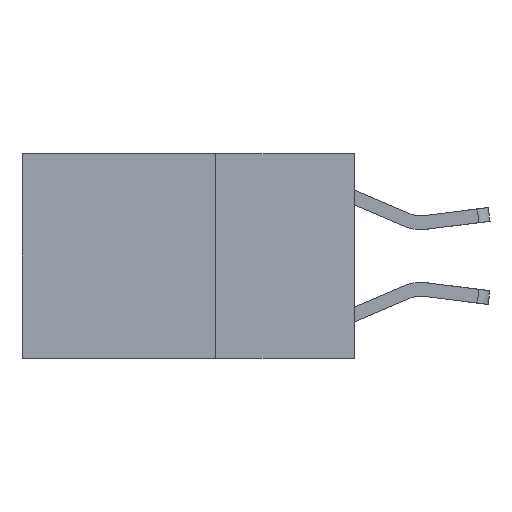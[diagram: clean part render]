
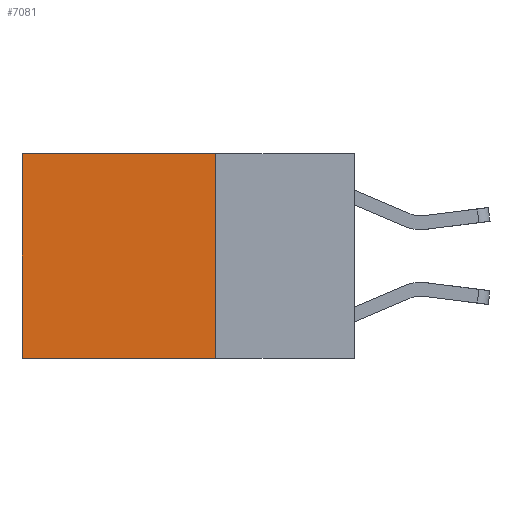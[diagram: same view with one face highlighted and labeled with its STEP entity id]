
A CAD part, left-side view. The second image highlights one B-rep face of the part: STEP entity #7081.
In plain terms, the highlighted planar face has unit normal (-1, 0, 0).
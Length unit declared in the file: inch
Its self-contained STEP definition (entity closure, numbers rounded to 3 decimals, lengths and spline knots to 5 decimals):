
#304 = DIRECTION ( 'NONE',  ( 0., 1., 0. ) ) ;
#754 = FACE_OUTER_BOUND ( 'NONE', #4075, .T. ) ;
#1176 = CARTESIAN_POINT ( 'NONE',  ( 0.2625, 0.6, 0. ) ) ;
#1257 = VECTOR ( 'NONE', #10578, 39.37008 ) ;
#1539 = PLANE ( 'NONE',  #5842 ) ;
#1986 = ORIENTED_EDGE ( 'NONE', *, *, #8996, .F. ) ;
#3205 = CARTESIAN_POINT ( 'NONE',  ( 0.2625, 0.25, -0.37 ) ) ;
#3772 = CARTESIAN_POINT ( 'NONE',  ( 0.2625, 0.25, 0. ) ) ;
#3828 = LINE ( 'NONE', #9429, #5816 ) ;
#4075 = EDGE_LOOP ( 'NONE', ( #8596, #1986, #4297, #6570 ) ) ;
#4163 = CARTESIAN_POINT ( 'NONE',  ( 0.2625, 0.25, 0. ) ) ;
#4178 = VECTOR ( 'NONE', #304, 39.37008 ) ;
#4297 = ORIENTED_EDGE ( 'NONE', *, *, #8527, .F. ) ;
#4717 = LINE ( 'NONE', #3772, #4178 ) ;
#4930 = EDGE_CURVE ( 'NONE', #9435, #8728, #10367, .T. ) ;
#5024 = DIRECTION ( 'NONE',  ( 0., 0., -1. ) ) ;
#5816 = VECTOR ( 'NONE', #6006, 39.37008 ) ;
#5828 = VECTOR ( 'NONE', #7520, 39.37008 ) ;
#5842 = AXIS2_PLACEMENT_3D ( 'NONE', #4163, #10133, #5024 ) ;
#5925 = CARTESIAN_POINT ( 'NONE',  ( 0.2625, 0.25, 0. ) ) ;
#6006 = DIRECTION ( 'NONE',  ( 0., 1., 0. ) ) ;
#6570 = ORIENTED_EDGE ( 'NONE', *, *, #10939, .T. ) ;
#7056 = CARTESIAN_POINT ( 'NONE',  ( 0.2625, 0.6, -0.37 ) ) ;
#7081 = ADVANCED_FACE ( 'NONE', ( #754 ), #1539, .F. ) ;
#7520 = DIRECTION ( 'NONE',  ( 0., 0., -1. ) ) ;
#7772 = VERTEX_POINT ( 'NONE', #3205 ) ;
#7892 = VERTEX_POINT ( 'NONE', #5925 ) ;
#8127 = LINE ( 'NONE', #10914, #5828 ) ;
#8527 = EDGE_CURVE ( 'NONE', #7892, #7772, #8127, .T. ) ;
#8596 = ORIENTED_EDGE ( 'NONE', *, *, #4930, .T. ) ;
#8728 = VERTEX_POINT ( 'NONE', #7056 ) ;
#8996 = EDGE_CURVE ( 'NONE', #7772, #8728, #3828, .T. ) ;
#9420 = CARTESIAN_POINT ( 'NONE',  ( 0.2625, 0.6, 0. ) ) ;
#9429 = CARTESIAN_POINT ( 'NONE',  ( 0.2625, 0.25, -0.37 ) ) ;
#9435 = VERTEX_POINT ( 'NONE', #9420 ) ;
#10133 = DIRECTION ( 'NONE',  ( 1., 0., 0. ) ) ;
#10367 = LINE ( 'NONE', #1176, #1257 ) ;
#10578 = DIRECTION ( 'NONE',  ( 0., 0., -1. ) ) ;
#10914 = CARTESIAN_POINT ( 'NONE',  ( 0.2625, 0.25, 0. ) ) ;
#10939 = EDGE_CURVE ( 'NONE', #7892, #9435, #4717, .T. ) ;
